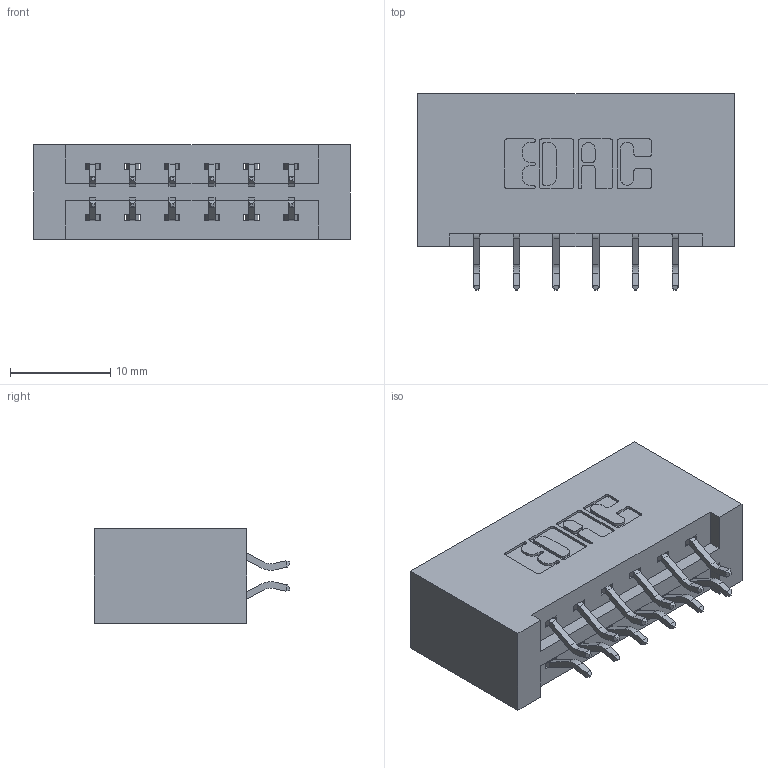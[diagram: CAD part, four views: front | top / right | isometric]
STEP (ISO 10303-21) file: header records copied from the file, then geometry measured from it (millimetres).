
FILE_DESCRIPTION (( 'STEP AP203' ), '1' );
FILE_NAME ('337-012-556-201.STEP', '2019-10-08T11:17:46', ( '' ), ( '' ), 'SwSTEP 2.0', 'SolidWorks 2016', '' );
FILE_SCHEMA (( 'CONFIG_CONTROL_DESIGN' ));
Length unit declared in the file: inch
Products named in the file (3): 337 Part_No Mounting Lugs; 345-292-001_556 Tail; 337-012-556-201
Assembly tree (13 placements, depth 2):
  337-012-556-201
    337 Part_No Mounting Lugs
    345-292-001_556 Tail  x12
Bounding box: 31.65 x 19.57 x 9.4 mm (x, y, z)
Volume: 3616.4 mm3; surface area: 3782.1 mm2
Topology: 13 solids, 13 shells, 826 faces, 2435 edges, 1606 vertices
Faces by surface type: plane 570, cylinder 256
Entity records: 9251 total; most frequent: CARTESIAN_POINT 1602, ORIENTED_EDGE 1526, DIRECTION 1411, EDGE_CURVE 763, VECTOR 635, LINE 635, VERTEX_POINT 506, AXIS2_PLACEMENT_3D 388
